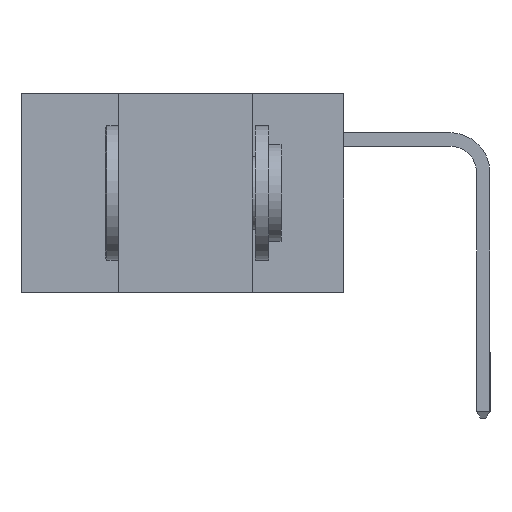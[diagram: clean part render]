
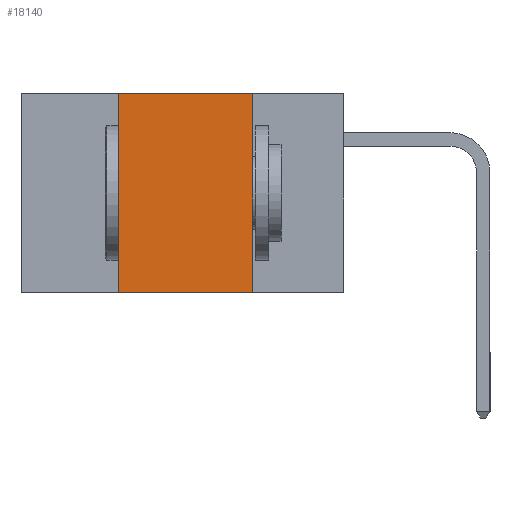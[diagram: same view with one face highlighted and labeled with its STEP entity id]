
A CAD part, left-side view. The second image highlights one B-rep face of the part: STEP entity #18140.
In plain terms, the highlighted planar face has unit normal (-1, 0, 0).
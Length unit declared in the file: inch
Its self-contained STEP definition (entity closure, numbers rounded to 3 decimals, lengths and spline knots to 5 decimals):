
#391 = CARTESIAN_POINT ( 'NONE',  ( 0., 0.6, 0. ) ) ;
#819 = CARTESIAN_POINT ( 'NONE',  ( 0., 0.42, -0.37 ) ) ;
#1320 = LINE ( 'NONE', #4269, #3188 ) ;
#1697 = DIRECTION ( 'NONE',  ( 0., -1., 0. ) ) ;
#1741 = ORIENTED_EDGE ( 'NONE', *, *, #9104, .F. ) ;
#1981 = LINE ( 'NONE', #18016, #4709 ) ;
#2995 = VERTEX_POINT ( 'NONE', #3805 ) ;
#3069 = EDGE_LOOP ( 'NONE', ( #15404, #1741, #4200, #6763 ) ) ;
#3188 = VECTOR ( 'NONE', #14392, 39.37008 ) ;
#3805 = CARTESIAN_POINT ( 'NONE',  ( 0., 0.17, 0. ) ) ;
#4200 = ORIENTED_EDGE ( 'NONE', *, *, #14407, .F. ) ;
#4269 = CARTESIAN_POINT ( 'NONE',  ( 0., 0.6, 0. ) ) ;
#4428 = AXIS2_PLACEMENT_3D ( 'NONE', #391, #14986, #12186 ) ;
#4672 = CARTESIAN_POINT ( 'NONE',  ( 0., 0.42, 0. ) ) ;
#4709 = VECTOR ( 'NONE', #1697, 39.37008 ) ;
#6060 = DIRECTION ( 'NONE',  ( 0., 0., -1. ) ) ;
#6763 = ORIENTED_EDGE ( 'NONE', *, *, #15569, .T. ) ;
#7412 = VECTOR ( 'NONE', #7673, 39.37008 ) ;
#7673 = DIRECTION ( 'NONE',  ( 0., 0., 1. ) ) ;
#7975 = PLANE ( 'NONE',  #4428 ) ;
#9104 = EDGE_CURVE ( 'NONE', #10766, #2995, #1320, .T. ) ;
#9183 = VERTEX_POINT ( 'NONE', #11510 ) ;
#9304 = VECTOR ( 'NONE', #6060, 39.37008 ) ;
#9775 = EDGE_CURVE ( 'NONE', #2995, #16800, #10067, .T. ) ;
#10067 = LINE ( 'NONE', #13293, #9304 ) ;
#10678 = FACE_OUTER_BOUND ( 'NONE', #3069, .T. ) ;
#10766 = VERTEX_POINT ( 'NONE', #4672 ) ;
#11510 = CARTESIAN_POINT ( 'NONE',  ( 0., 0.42, -0.37 ) ) ;
#12186 = DIRECTION ( 'NONE',  ( 0., 0., -1. ) ) ;
#13293 = CARTESIAN_POINT ( 'NONE',  ( 0., 0.17, -0.37 ) ) ;
#14392 = DIRECTION ( 'NONE',  ( 0., -1., 0. ) ) ;
#14407 = EDGE_CURVE ( 'NONE', #9183, #10766, #16762, .T. ) ;
#14986 = DIRECTION ( 'NONE',  ( 1., 0., 0. ) ) ;
#15404 = ORIENTED_EDGE ( 'NONE', *, *, #9775, .F. ) ;
#15569 = EDGE_CURVE ( 'NONE', #9183, #16800, #1981, .T. ) ;
#16762 = LINE ( 'NONE', #819, #7412 ) ;
#16800 = VERTEX_POINT ( 'NONE', #17273 ) ;
#17273 = CARTESIAN_POINT ( 'NONE',  ( 0., 0.17, -0.37 ) ) ;
#18016 = CARTESIAN_POINT ( 'NONE',  ( 0., 0.6, -0.37 ) ) ;
#18140 = ADVANCED_FACE ( 'NONE', ( #10678 ), #7975, .F. ) ;
